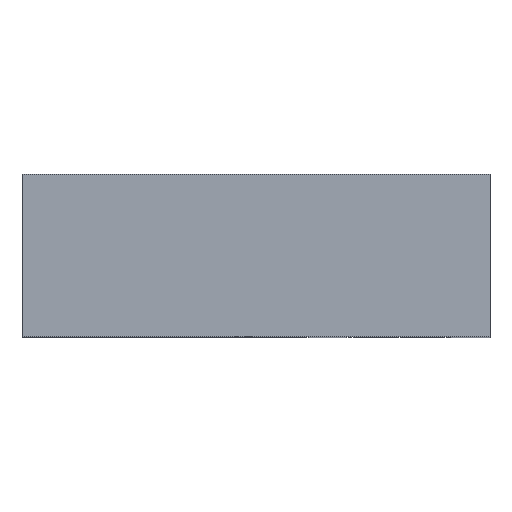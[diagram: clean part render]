
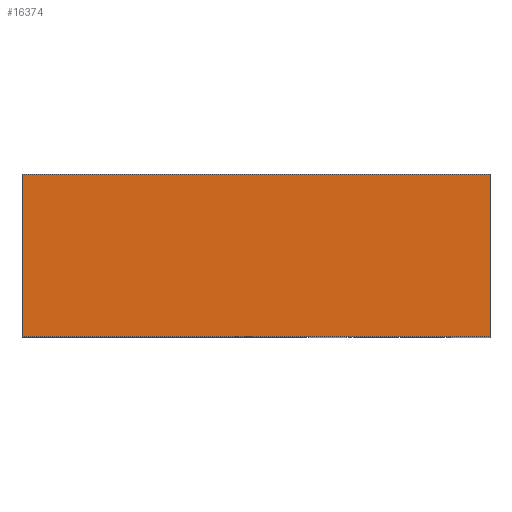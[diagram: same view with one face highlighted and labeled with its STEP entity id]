
A CAD part, top view. The second image highlights one B-rep face of the part: STEP entity #16374.
In plain terms, the highlighted planar face has unit normal (0, 0, 1).
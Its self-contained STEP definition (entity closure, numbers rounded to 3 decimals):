
#68 = ORIENTED_EDGE ( 'NONE', *, *, #17355, .T. ) ;
#1430 = VECTOR ( 'NONE', #20675, 1000. ) ;
#2348 = ORIENTED_EDGE ( 'NONE', *, *, #6177, .F. ) ;
#2866 = VECTOR ( 'NONE', #20380, 1000. ) ;
#3167 = CARTESIAN_POINT ( 'NONE',  ( 36., 12.5, 22.5 ) ) ;
#4016 = DIRECTION ( 'NONE',  ( 0., -1., 0. ) ) ;
#4548 = DIRECTION ( 'NONE',  ( -1., 0., 0. ) ) ;
#5630 = ORIENTED_EDGE ( 'NONE', *, *, #15271, .F. ) ;
#5904 = PLANE ( 'NONE',  #19442 ) ;
#5959 = LINE ( 'NONE', #13730, #2866 ) ;
#6177 = EDGE_CURVE ( 'NONE', #14702, #21599, #5959, .T. ) ;
#6821 = VECTOR ( 'NONE', #19265, 1000. ) ;
#7470 = LINE ( 'NONE', #18949, #12713 ) ;
#8381 = LINE ( 'NONE', #9410, #6821 ) ;
#8830 = CARTESIAN_POINT ( 'NONE',  ( -36., -12.5, 22.5 ) ) ;
#9097 = ORIENTED_EDGE ( 'NONE', *, *, #12674, .T. ) ;
#9410 = CARTESIAN_POINT ( 'NONE',  ( -36., -12.5, 22.5 ) ) ;
#9885 = CARTESIAN_POINT ( 'NONE',  ( -36., 12.5, 22.5 ) ) ;
#11827 = EDGE_LOOP ( 'NONE', ( #9097, #5630, #2348, #68 ) ) ;
#12674 = EDGE_CURVE ( 'NONE', #16040, #20494, #8381, .T. ) ;
#12713 = VECTOR ( 'NONE', #4016, 1000. ) ;
#13730 = CARTESIAN_POINT ( 'NONE',  ( -36., 12.5, 22.5 ) ) ;
#14507 = DIRECTION ( 'NONE',  ( 0., 0., -1. ) ) ;
#14702 = VERTEX_POINT ( 'NONE', #9885 ) ;
#15271 = EDGE_CURVE ( 'NONE', #21599, #20494, #7470, .T. ) ;
#16040 = VERTEX_POINT ( 'NONE', #8830 ) ;
#16374 = ADVANCED_FACE ( 'NONE', ( #18429 ), #5904, .F. ) ;
#17305 = CARTESIAN_POINT ( 'NONE',  ( 36., -12.5, 22.5 ) ) ;
#17343 = CARTESIAN_POINT ( 'NONE',  ( -36., 12.5, 22.5 ) ) ;
#17355 = EDGE_CURVE ( 'NONE', #14702, #16040, #20975, .T. ) ;
#17595 = CARTESIAN_POINT ( 'NONE',  ( -36., 12.5, 22.5 ) ) ;
#18429 = FACE_OUTER_BOUND ( 'NONE', #11827, .T. ) ;
#18949 = CARTESIAN_POINT ( 'NONE',  ( 36., 12.5, 22.5 ) ) ;
#19265 = DIRECTION ( 'NONE',  ( 1., 0., 0. ) ) ;
#19442 = AXIS2_PLACEMENT_3D ( 'NONE', #17595, #14507, #4548 ) ;
#20380 = DIRECTION ( 'NONE',  ( 1., 0., 0. ) ) ;
#20494 = VERTEX_POINT ( 'NONE', #17305 ) ;
#20675 = DIRECTION ( 'NONE',  ( 0., -1., 0. ) ) ;
#20975 = LINE ( 'NONE', #17343, #1430 ) ;
#21599 = VERTEX_POINT ( 'NONE', #3167 ) ;
